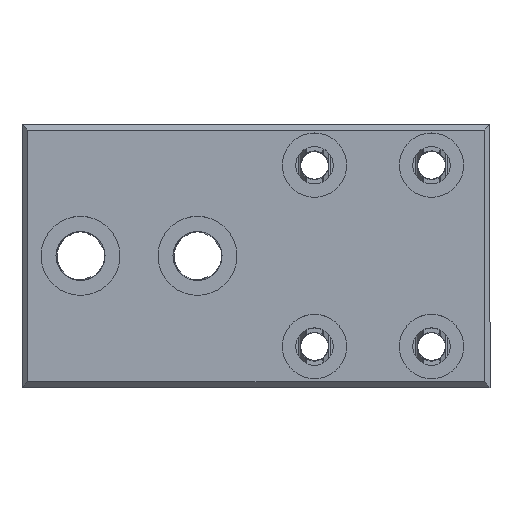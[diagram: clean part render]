
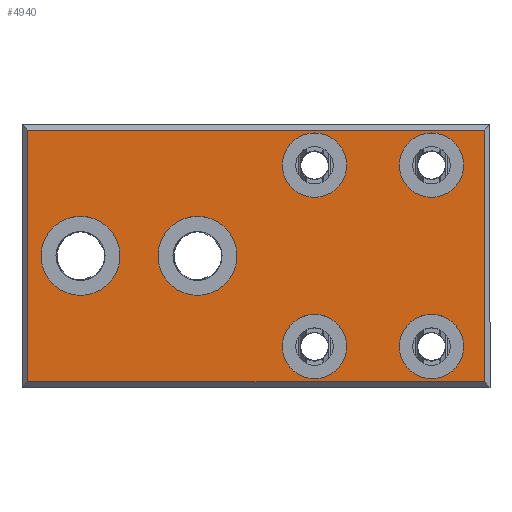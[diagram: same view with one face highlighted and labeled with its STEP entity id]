
A CAD part, top view. The second image highlights one B-rep face of the part: STEP entity #4940.
In plain terms, the highlighted planar face has unit normal (0, 0, 1).
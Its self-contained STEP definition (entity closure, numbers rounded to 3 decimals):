
#4657=CARTESIAN_POINT('',(79.0,44.0,32.5));
#4658=VERTEX_POINT('',#4657);
#4659=CARTESIAN_POINT('',(79.0,1.,32.5));
#4660=VERTEX_POINT('',#4659);
#4661=CARTESIAN_POINT('',(79.0,44.0,32.5));
#4662=DIRECTION('',(0.0,-1.0,0.0));
#4663=VECTOR('',#4662,43.0);
#4664=LINE('',#4661,#4663);
#4665=EDGE_CURVE('',#4658,#4660,#4664,.T.);
#4697=CARTESIAN_POINT('',(1.,1.,32.5));
#4698=VERTEX_POINT('',#4697);
#4699=CARTESIAN_POINT('',(79.0,1.,32.5));
#4700=DIRECTION('',(-1.0,0.0,0.0));
#4701=VECTOR('',#4700,78.0);
#4702=LINE('',#4699,#4701);
#4703=EDGE_CURVE('',#4660,#4698,#4702,.T.);
#4728=CARTESIAN_POINT('',(1.,44.0,32.5));
#4729=VERTEX_POINT('',#4728);
#4730=CARTESIAN_POINT('',(1.,1.0,32.5));
#4731=DIRECTION('',(0.0,1.0,0.0));
#4732=VECTOR('',#4731,43.);
#4733=LINE('',#4730,#4732);
#4734=EDGE_CURVE('',#4698,#4729,#4733,.T.);
#4759=CARTESIAN_POINT('',(1.,44.0,32.5));
#4760=DIRECTION('',(1.0,0.0,0.0));
#4761=VECTOR('',#4760,78.0);
#4762=LINE('',#4759,#4761);
#4763=EDGE_CURVE('',#4729,#4658,#4762,.T.);
#4863=CARTESIAN_POINT('',(40.,22.5,32.5));
#4864=DIRECTION('',(0.0,0.0,1.0));
#4865=DIRECTION('',(1.0,0.0,0.0));
#4866=AXIS2_PLACEMENT_3D('',#4863,#4864,#4865);
#4867=PLANE('',#4866);
#4868=ORIENTED_EDGE('',*,*,#4665,.F.);
#4869=ORIENTED_EDGE('',*,*,#4763,.F.);
#4870=ORIENTED_EDGE('',*,*,#4734,.F.);
#4871=ORIENTED_EDGE('',*,*,#4703,.F.);
#4872=EDGE_LOOP('',(#4868,#4869,#4870,#4871));
#4873=FACE_OUTER_BOUND('',#4872,.T.);
#4874=CARTESIAN_POINT('',(16.75,22.5,32.5));
#4875=VERTEX_POINT('',#4874);
#4876=CARTESIAN_POINT('',(10.,22.5,32.5));
#4877=DIRECTION('',(0.0,0.0,-1.0));
#4878=DIRECTION('',(1.0,0.0,0.0));
#4879=AXIS2_PLACEMENT_3D('',#4876,#4877,#4878);
#4880=CIRCLE('',#4879,6.75);
#4881=EDGE_CURVE('',#4875,#4875,#4880,.T.);
#4882=ORIENTED_EDGE('',*,*,#4881,.T.);
#4883=EDGE_LOOP('',(#4882));
#4884=FACE_BOUND('',#4883,.T.);
#4885=CARTESIAN_POINT('',(36.75,22.5,32.5));
#4886=VERTEX_POINT('',#4885);
#4887=CARTESIAN_POINT('',(30.,22.5,32.5));
#4888=DIRECTION('',(0.0,0.0,-1.0));
#4889=DIRECTION('',(1.0,0.0,0.0));
#4890=AXIS2_PLACEMENT_3D('',#4887,#4888,#4889);
#4891=CIRCLE('',#4890,6.75);
#4892=EDGE_CURVE('',#4886,#4886,#4891,.T.);
#4893=ORIENTED_EDGE('',*,*,#4892,.T.);
#4894=EDGE_LOOP('',(#4893));
#4895=FACE_BOUND('',#4894,.T.);
#4896=CARTESIAN_POINT('',(55.5,38.0,32.5));
#4897=VERTEX_POINT('',#4896);
#4898=CARTESIAN_POINT('',(50.,38.0,32.5));
#4899=DIRECTION('',(0.0,0.0,-1.0));
#4900=DIRECTION('',(1.0,0.0,0.0));
#4901=AXIS2_PLACEMENT_3D('',#4898,#4899,#4900);
#4902=CIRCLE('',#4901,5.5);
#4903=EDGE_CURVE('',#4897,#4897,#4902,.T.);
#4904=ORIENTED_EDGE('',*,*,#4903,.T.);
#4905=EDGE_LOOP('',(#4904));
#4906=FACE_BOUND('',#4905,.T.);
#4907=CARTESIAN_POINT('',(75.5,38.0,32.5));
#4908=VERTEX_POINT('',#4907);
#4909=CARTESIAN_POINT('',(70.,38.0,32.5));
#4910=DIRECTION('',(0.0,0.0,-1.0));
#4911=DIRECTION('',(1.0,0.0,0.0));
#4912=AXIS2_PLACEMENT_3D('',#4909,#4910,#4911);
#4913=CIRCLE('',#4912,5.5);
#4914=EDGE_CURVE('',#4908,#4908,#4913,.T.);
#4915=ORIENTED_EDGE('',*,*,#4914,.T.);
#4916=EDGE_LOOP('',(#4915));
#4917=FACE_BOUND('',#4916,.T.);
#4918=CARTESIAN_POINT('',(75.5,7.,32.5));
#4919=VERTEX_POINT('',#4918);
#4920=CARTESIAN_POINT('',(70.0,7.,32.5));
#4921=DIRECTION('',(0.0,0.0,-1.0));
#4922=DIRECTION('',(1.0,0.0,0.0));
#4923=AXIS2_PLACEMENT_3D('',#4920,#4921,#4922);
#4924=CIRCLE('',#4923,5.5);
#4925=EDGE_CURVE('',#4919,#4919,#4924,.T.);
#4926=ORIENTED_EDGE('',*,*,#4925,.T.);
#4927=EDGE_LOOP('',(#4926));
#4928=FACE_BOUND('',#4927,.T.);
#4929=CARTESIAN_POINT('',(55.5,7.,32.5));
#4930=VERTEX_POINT('',#4929);
#4931=CARTESIAN_POINT('',(50.0,7.,32.5));
#4932=DIRECTION('',(0.0,0.0,-1.0));
#4933=DIRECTION('',(1.0,0.0,0.0));
#4934=AXIS2_PLACEMENT_3D('',#4931,#4932,#4933);
#4935=CIRCLE('',#4934,5.5);
#4936=EDGE_CURVE('',#4930,#4930,#4935,.T.);
#4937=ORIENTED_EDGE('',*,*,#4936,.T.);
#4938=EDGE_LOOP('',(#4937));
#4939=FACE_BOUND('',#4938,.T.);
#4940=ADVANCED_FACE('',(#4873,#4884,#4895,#4906,#4917,#4928,#4939),#4867,.T.);
